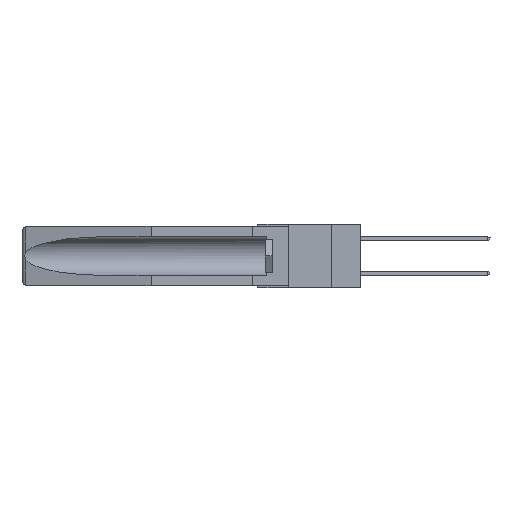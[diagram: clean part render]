
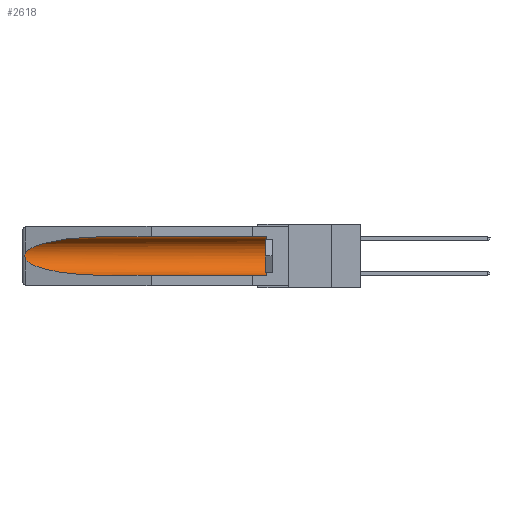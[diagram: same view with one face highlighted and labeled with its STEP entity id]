
A CAD part, left-side view. The second image highlights one B-rep face of the part: STEP entity #2618.
In plain terms, the highlighted cylindrical face has radius 2.857 mm (diameter 5.715 mm), a partial arc.
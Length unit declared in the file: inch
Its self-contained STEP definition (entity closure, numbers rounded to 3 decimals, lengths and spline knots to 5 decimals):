
#119 = VECTOR ( 'NONE', #27823, 39.37008 ) ;
#257 = CARTESIAN_POINT ( 'NONE',  ( 0.2675, 1.53308, -0.16763 ) ) ;
#770 = EDGE_LOOP ( 'NONE', ( #31644, #792, #19630, #5546, #17327, #10282 ) ) ;
#792 = ORIENTED_EDGE ( 'NONE', *, *, #21369, .T. ) ;
#2584 = B_SPLINE_CURVE_WITH_KNOTS ( 'NONE', 3,
 ( #33867, #17871, #10650, #16217, #257, #24309, #13619, #11526, #5791, #27104 ),
 .UNSPECIFIED., .F., .F.,
 ( 4, 2, 2, 2, 4 ),
 ( 0., 0.00029, 0.00058, 0.00087, 0.00117 ),
 .UNSPECIFIED. ) ;
#2618 = ADVANCED_FACE ( 'NONE', ( #22346 ), #20694, .F. ) ;
#2663 = VERTEX_POINT ( 'NONE', #32570 ) ;
#3105 = DIRECTION ( 'NONE',  ( 0., -1., 0. ) ) ;
#3201 = DIRECTION ( 'NONE',  ( 0., 0., 1. ) ) ;
#4028 = CARTESIAN_POINT ( 'NONE',  ( 0.155, 1.07973, -0.284 ) ) ;
#5546 = ORIENTED_EDGE ( 'NONE', *, *, #11981, .F. ) ;
#5791 = CARTESIAN_POINT ( 'NONE',  ( 0.26597, 1.5296, -0.19026 ) ) ;
#5845 =( BOUNDED_CURVE ( )  B_SPLINE_CURVE ( 3, ( #30443, #14645, #27787, #28117 ),
 .UNSPECIFIED., .F., .F. ) 
 B_SPLINE_CURVE_WITH_KNOTS ( ( 4, 4 ),
 ( 4.71239, 6.08839 ),
 .UNSPECIFIED. ) 
 CURVE ( )  GEOMETRIC_REPRESENTATION_ITEM ( )  RATIONAL_B_SPLINE_CURVE ( ( 1., 0.848, 0.848, 1. ) ) 
 REPRESENTATION_ITEM ( '' )  );
#5866 = VERTEX_POINT ( 'NONE', #34002 ) ;
#7093 = CARTESIAN_POINT ( 'NONE',  ( 0.21114, 1.30732, -0.284 ) ) ;
#7206 = CARTESIAN_POINT ( 'NONE',  ( 0.25451, 1.48313, -0.24835 ) ) ;
#7247 = CIRCLE ( 'NONE', #7547, 0.1125 ) ;
#7547 = AXIS2_PLACEMENT_3D ( 'NONE', #27506, #3105, #16395 ) ;
#8814 = VERTEX_POINT ( 'NONE', #4028 ) ;
#9342 = EDGE_CURVE ( 'NONE', #15974, #5866, #5845, .T. ) ;
#9498 = CARTESIAN_POINT ( 'NONE',  ( 0.26537, 1.52718, -0.19328 ) ) ;
#10282 = ORIENTED_EDGE ( 'NONE', *, *, #30853, .T. ) ;
#10420 = EDGE_CURVE ( 'NONE', #18371, #8814, #29575, .T. ) ;
#10650 = CARTESIAN_POINT ( 'NONE',  ( 0.26654, 1.53092, -0.15636 ) ) ;
#10918 = VECTOR ( 'NONE', #15864, 39.37008 ) ;
#11526 = CARTESIAN_POINT ( 'NONE',  ( 0.26655, 1.53094, -0.18657 ) ) ;
#11981 = EDGE_CURVE ( 'NONE', #29238, #8814, #16786, .T. ) ;
#13205 = CARTESIAN_POINT ( 'NONE',  ( 0.155, 1.07973, -0.059 ) ) ;
#13619 = CARTESIAN_POINT ( 'NONE',  ( 0.2673, 1.53269, -0.17917 ) ) ;
#14319 = CARTESIAN_POINT ( 'NONE',  ( 0.155, -0.30754, -0.284 ) ) ;
#14645 = CARTESIAN_POINT ( 'NONE',  ( 0.21114, 1.30732, -0.059 ) ) ;
#15864 = DIRECTION ( 'NONE',  ( 0., 1., 0. ) ) ;
#15964 = AXIS2_PLACEMENT_3D ( 'NONE', #16501, #26706, #3201 ) ;
#15974 = VERTEX_POINT ( 'NONE', #13205 ) ;
#15982 = CARTESIAN_POINT ( 'NONE',  ( 0.155, -0.30754, -0.059 ) ) ;
#16217 = CARTESIAN_POINT ( 'NONE',  ( 0.2673, 1.5327, -0.16383 ) ) ;
#16395 = DIRECTION ( 'NONE',  ( 0., 0., 1. ) ) ;
#16501 = CARTESIAN_POINT ( 'NONE',  ( 0.155, -0.30754, -0.1715 ) ) ;
#16786 = LINE ( 'NONE', #14319, #119 ) ;
#17327 = ORIENTED_EDGE ( 'NONE', *, *, #33598, .T. ) ;
#17499 = CARTESIAN_POINT ( 'NONE',  ( 0.155, 1.07973, -0.284 ) ) ;
#17871 = CARTESIAN_POINT ( 'NONE',  ( 0.26597, 1.52961, -0.15275 ) ) ;
#18371 = VERTEX_POINT ( 'NONE', #19182 ) ;
#19182 = CARTESIAN_POINT ( 'NONE',  ( 0.26537, 1.52718, -0.19328 ) ) ;
#19630 = ORIENTED_EDGE ( 'NONE', *, *, #10420, .T. ) ;
#20694 = CYLINDRICAL_SURFACE ( 'NONE', #15964, 0.1125 ) ;
#21369 = EDGE_CURVE ( 'NONE', #5866, #18371, #2584, .T. ) ;
#21748 = LINE ( 'NONE', #15982, #10918 ) ;
#22346 = FACE_OUTER_BOUND ( 'NONE', #770, .T. ) ;
#24309 = CARTESIAN_POINT ( 'NONE',  ( 0.2675, 1.53308, -0.17534 ) ) ;
#26706 = DIRECTION ( 'NONE',  ( 0., 1., 0. ) ) ;
#27104 = CARTESIAN_POINT ( 'NONE',  ( 0.26537, 1.52718, -0.19328 ) ) ;
#27506 = CARTESIAN_POINT ( 'NONE',  ( 0.155, 0.126, -0.1715 ) ) ;
#27787 = CARTESIAN_POINT ( 'NONE',  ( 0.25451, 1.48313, -0.09465 ) ) ;
#27823 = DIRECTION ( 'NONE',  ( 0., 1., 0. ) ) ;
#28117 = CARTESIAN_POINT ( 'NONE',  ( 0.26537, 1.52718, -0.14972 ) ) ;
#29238 = VERTEX_POINT ( 'NONE', #33895 ) ;
#29575 =( BOUNDED_CURVE ( )  B_SPLINE_CURVE ( 3, ( #9498, #7206, #7093, #17499 ),
 .UNSPECIFIED., .F., .F. ) 
 B_SPLINE_CURVE_WITH_KNOTS ( ( 4, 4 ),
 ( 0.1948, 1.5708 ),
 .UNSPECIFIED. ) 
 CURVE ( )  GEOMETRIC_REPRESENTATION_ITEM ( )  RATIONAL_B_SPLINE_CURVE ( ( 1., 0.848, 0.848, 1. ) ) 
 REPRESENTATION_ITEM ( '' )  );
#30443 = CARTESIAN_POINT ( 'NONE',  ( 0.155, 1.07973, -0.059 ) ) ;
#30853 = EDGE_CURVE ( 'NONE', #2663, #15974, #21748, .T. ) ;
#31644 = ORIENTED_EDGE ( 'NONE', *, *, #9342, .T. ) ;
#32570 = CARTESIAN_POINT ( 'NONE',  ( 0.155, 0.126, -0.059 ) ) ;
#33598 = EDGE_CURVE ( 'NONE', #29238, #2663, #7247, .T. ) ;
#33867 = CARTESIAN_POINT ( 'NONE',  ( 0.26537, 1.52718, -0.14972 ) ) ;
#33895 = CARTESIAN_POINT ( 'NONE',  ( 0.155, 0.126, -0.284 ) ) ;
#34002 = CARTESIAN_POINT ( 'NONE',  ( 0.26537, 1.52718, -0.14972 ) ) ;
